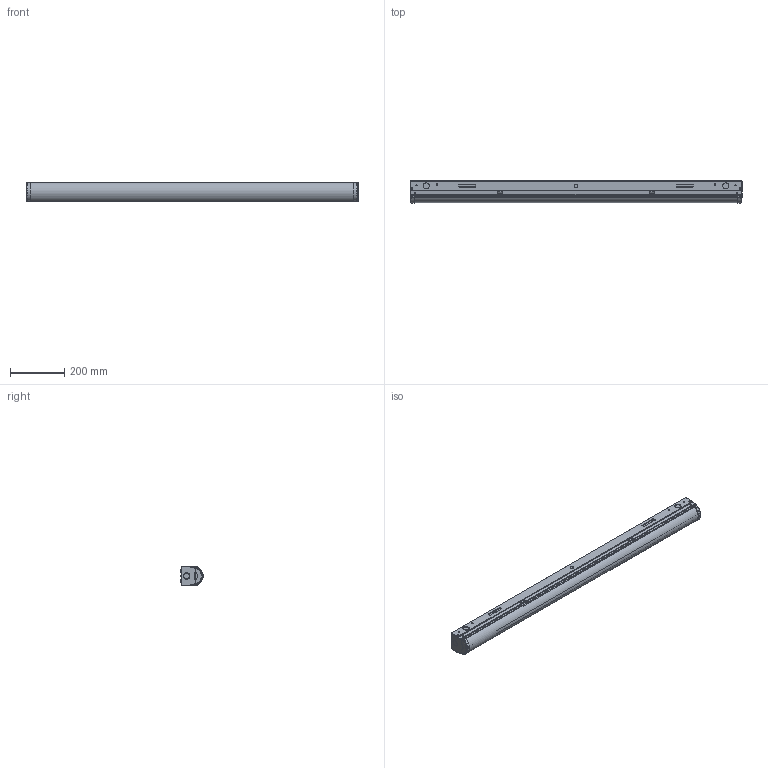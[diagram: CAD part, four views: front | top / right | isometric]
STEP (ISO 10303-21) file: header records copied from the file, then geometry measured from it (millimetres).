
FILE_DESCRIPTION((''),'2;1');
FILE_NAME('210188_ASM','2019-02-27T09:51:28',('pdmadmin'),('BANNER ENGINEERING'),'CREO PARAMETRIC BY PTC INC, 2018300','CREO PARAMETRIC BY PTC INC, 2018300','');
FILE_SCHEMA(('CONFIG_CONTROL_DESIGN'));
Length unit declared in the file: millimetre
Products named in the file (22): 208860_AF1; KBOIE_WLB_BASIC_RIVET; PEM_STUD_TFH-632-4ZI_AF6; PEM_STUD_TFH-632-4ZI_AF7; PEM_STUD_TFH-632-4ZI_AF8; PEM_STUD_TFH-632-4ZI_AF9; PEM_STUD_TFH-632-4ZI_AF0; PEM_STUD_TFH-632-4ZI_AF1; PEM_STUD_TFH-632-4ZI_AF2; PEM_STUD_TFH-632-4ZI_AF3; PEM_STUD_TFH-632-4ZI_AF4; SP-M5-1-PEM; 208860_AF0_ASM; 208861_AF1; PEM_STUD_TFH-632-4ZI_AF10; PEM_STUD_TFH-632-4ZI_AF5; 208861_AF0_ASM; 208862_AF0; 208863_AF0; 208863_AF1; 209147_AF0_ASM; 210188_ASM
Assembly tree (27 placements, depth 3):
  210188_ASM
    208860_AF0_ASM
      208860_AF1
      KBOIE_WLB_BASIC_RIVET  x4
      PEM_STUD_TFH-632-4ZI_AF6
      PEM_STUD_TFH-632-4ZI_AF7
      PEM_STUD_TFH-632-4ZI_AF8
      PEM_STUD_TFH-632-4ZI_AF9
      PEM_STUD_TFH-632-4ZI_AF0
      PEM_STUD_TFH-632-4ZI_AF1
      PEM_STUD_TFH-632-4ZI_AF2
      PEM_STUD_TFH-632-4ZI_AF3
      PEM_STUD_TFH-632-4ZI_AF4
      SP-M5-1-PEM  x4
    208861_AF0_ASM
      208861_AF1
      PEM_STUD_TFH-632-4ZI_AF10
      PEM_STUD_TFH-632-4ZI_AF5
    209147_AF0_ASM
      208862_AF0
      208863_AF0
      208863_AF1
Bounding box: 1221.7 x 82.2 x 73.5 mm (x, y, z)
Volume: 414885.5 mm3; surface area: 768030.5 mm2
Topology: 23 solids, 23 shells, 1621 faces, 3940 edges, 2425 vertices
Faces by surface type: plane 644, cylinder 583, torus 182, cone 160, bspline 44, sphere 8
Entity records: 40805 total; most frequent: CARTESIAN_POINT 9127, DIRECTION 6980, ORIENTED_EDGE 6276, EDGE_CURVE 3138, AXIS2_PLACEMENT_3D 2711, VERTEX_POINT 1918, VECTOR 1558, LINE 1558
